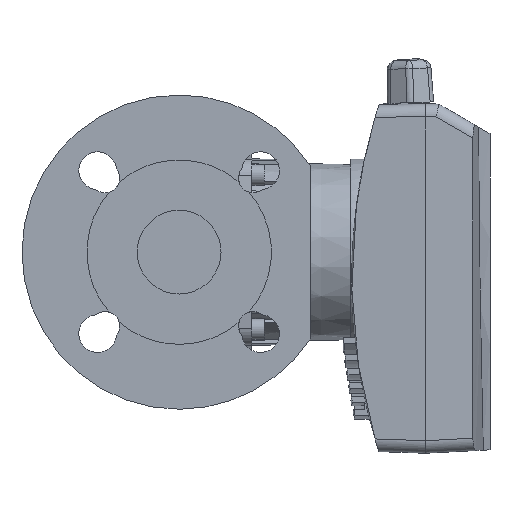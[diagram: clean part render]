
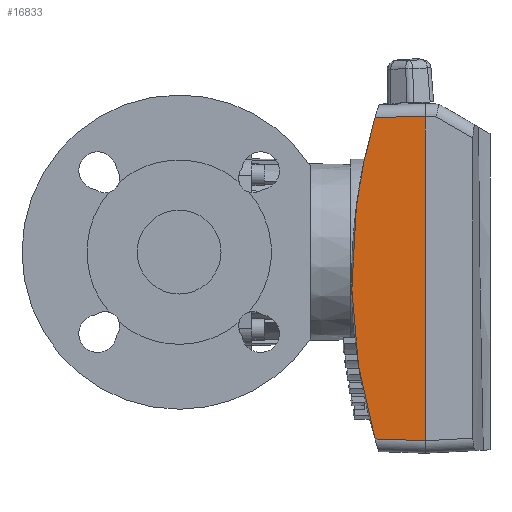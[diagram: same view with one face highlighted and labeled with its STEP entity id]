
A CAD part, front view. The second image highlights one B-rep face of the part: STEP entity #16833.
In plain terms, the highlighted planar face has unit normal (-0.035, -0.999, 0).
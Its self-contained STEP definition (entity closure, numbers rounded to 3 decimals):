
#8883 = CARTESIAN_POINT ( 'NONE',  ( 95.4, -68.5, -90.004 ) ) ;
#8901 = DIRECTION ( 'NONE',  ( 0., 0., -1. ) ) ;
#8902 = VECTOR ( 'NONE', #8901, 1000. ) ;
#8903 = CARTESIAN_POINT ( 'NONE',  ( 95.4, -68.5, -96. ) ) ;
#8904 = LINE ( 'NONE', #8903, #8902 ) ;
#8911 = CARTESIAN_POINT ( 'NONE',  ( 95.4, -68.5, 65.004 ) ) ;
#9068 = CARTESIAN_POINT ( 'NONE',  ( 71.514, -67.666, 64.17 ) ) ;
#9069 = CARTESIAN_POINT ( 'NONE',  ( 56.591, -67.145, 13.778 ) ) ;
#9070 = CARTESIAN_POINT ( 'NONE',  ( 56.591, -67.145, -38.778 ) ) ;
#9071 = CARTESIAN_POINT ( 'NONE',  ( 71.514, -67.666, -89.17 ) ) ;
#9072 = CARTESIAN_POINT ( 'NONE',  ( 71.514, -67.666, -89.17 ) ) ;
#9073 =( BOUNDED_CURVE ( )  B_SPLINE_CURVE ( 3, ( #9071, #9070, #9069, #9068 ),
 .UNSPECIFIED., .F., .T. ) 
 B_SPLINE_CURVE_WITH_KNOTS ( ( 4, 4 ),
 ( 2.854, 3.43 ),
 .UNSPECIFIED. ) 
 CURVE ( )  GEOMETRIC_REPRESENTATION_ITEM ( )  RATIONAL_B_SPLINE_CURVE ( ( 1., 0.973, 0.973, 1. ) ) 
 REPRESENTATION_ITEM ( '' )  );
#9074 = CARTESIAN_POINT ( 'NONE',  ( 71.514, -67.666, 64.17 ) ) ;
#9190 = FACE_OUTER_BOUND ( 'NONE', #16834, .T. ) ;
#9232 = DIRECTION ( 'NONE',  ( 0.999, -0.035, -0.035 ) ) ;
#9233 = VECTOR ( 'NONE', #9232, 1000. ) ;
#9234 = CARTESIAN_POINT ( 'NONE',  ( 95.609, -68.507, -90.011 ) ) ;
#9235 = LINE ( 'NONE', #9234, #9233 ) ;
#9236 = DIRECTION ( 'NONE',  ( -0.999, 0.035, -0.035 ) ) ;
#9237 = VECTOR ( 'NONE', #9236, 1000. ) ;
#9238 = CARTESIAN_POINT ( 'NONE',  ( 89.791, -68.304, 64.808 ) ) ;
#9239 = LINE ( 'NONE', #9238, #9237 ) ;
#9240 = DIRECTION ( 'NONE',  ( 0.999, -0.035, 0. ) ) ;
#9241 = DIRECTION ( 'NONE',  ( -0.035, -0.999, 0. ) ) ;
#9242 = CARTESIAN_POINT ( 'NONE',  ( 95.4, -68.5, -96. ) ) ;
#9243 = AXIS2_PLACEMENT_3D ( 'NONE', #9242, #9241, #9240 ) ;
#9244 = PLANE ( 'NONE',  #9243 ) ;
#16672 = EDGE_CURVE ( 'NONE', #16699, #16685, #8904, .T. ) ;
#16685 = VERTEX_POINT ( 'NONE', #8883 ) ;
#16699 = VERTEX_POINT ( 'NONE', #8911 ) ;
#16772 = EDGE_CURVE ( 'NONE', #16773, #16774, #9073, .T. ) ;
#16773 = VERTEX_POINT ( 'NONE', #9072 ) ;
#16774 = VERTEX_POINT ( 'NONE', #9074 ) ;
#16833 = ADVANCED_FACE ( 'NONE', ( #9190 ), #9244, .T. ) ;
#16834 = EDGE_LOOP ( 'NONE', ( #16835, #16836, #16838, #16839 ) ) ;
#16835 = ORIENTED_EDGE ( 'NONE', *, *, #16672, .F. ) ;
#16836 = ORIENTED_EDGE ( 'NONE', *, *, #16837, .T. ) ;
#16837 = EDGE_CURVE ( 'NONE', #16699, #16774, #9239, .T. ) ;
#16838 = ORIENTED_EDGE ( 'NONE', *, *, #16772, .F. ) ;
#16839 = ORIENTED_EDGE ( 'NONE', *, *, #16840, .T. ) ;
#16840 = EDGE_CURVE ( 'NONE', #16773, #16685, #9235, .T. ) ;
